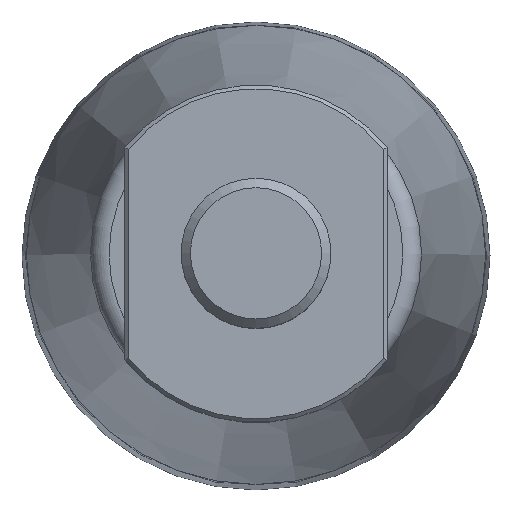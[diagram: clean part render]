
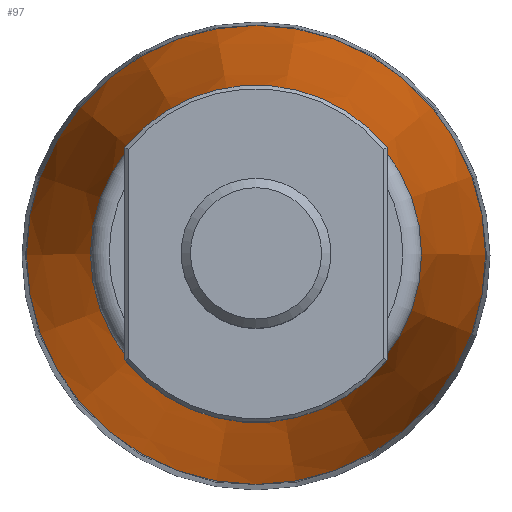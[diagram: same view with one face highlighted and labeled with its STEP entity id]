
A CAD part, top view. The second image highlights one B-rep face of the part: STEP entity #97.
In plain terms, the highlighted conical face has half-angle 6.976 degrees and reference radius 8.726 mm.
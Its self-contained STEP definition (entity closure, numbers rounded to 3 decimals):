
#97 = ADVANCED_FACE( '', ( #232, #233 ), #234, .T. );
#232 = FACE_BOUND( '', #416, .T. );
#233 = FACE_OUTER_BOUND( '', #417, .T. );
#234 = CONICAL_SURFACE( '', #418, 8.726, 0.122 );
#416 = EDGE_LOOP( '', ( #628 ) );
#417 = EDGE_LOOP( '', ( #629 ) );
#418 = AXIS2_PLACEMENT_3D( '', #630, #631, #632 );
#628 = ORIENTED_EDGE( '', *, *, #961, .T. );
#629 = ORIENTED_EDGE( '', *, *, #962, .F. );
#630 = CARTESIAN_POINT( '', ( 0., 0., 46.9 ) );
#631 = DIRECTION( '', ( 0., 0., -1. ) );
#632 = DIRECTION( '', ( 1., 0., 0. ) );
#961 = EDGE_CURVE( '', #1116, #1116, #1117, .F. );
#962 = EDGE_CURVE( '', #1118, #1118, #1119, .T. );
#1116 = VERTEX_POINT( '', #1326 );
#1117 = CIRCLE( '', #1327, 8.833 );
#1118 = VERTEX_POINT( '', #1328 );
#1119 = CIRCLE( '', #1329, 12.25 );
#1326 = CARTESIAN_POINT( '', ( -8.833, 0., 46.021 ) );
#1327 = AXIS2_PLACEMENT_3D( '', #1567, #1568, #1569 );
#1328 = CARTESIAN_POINT( '', ( 12.25, 0., 18.1 ) );
#1329 = AXIS2_PLACEMENT_3D( '', #1570, #1571, #1572 );
#1567 = CARTESIAN_POINT( '', ( 0., 0., 46.021 ) );
#1568 = DIRECTION( '', ( 0., 0., 1. ) );
#1569 = DIRECTION( '', ( -1., 0., 0. ) );
#1570 = CARTESIAN_POINT( '', ( 0., 0., 18.1 ) );
#1571 = DIRECTION( '', ( 0., 0., -1. ) );
#1572 = DIRECTION( '', ( 1., 0., 0. ) );
